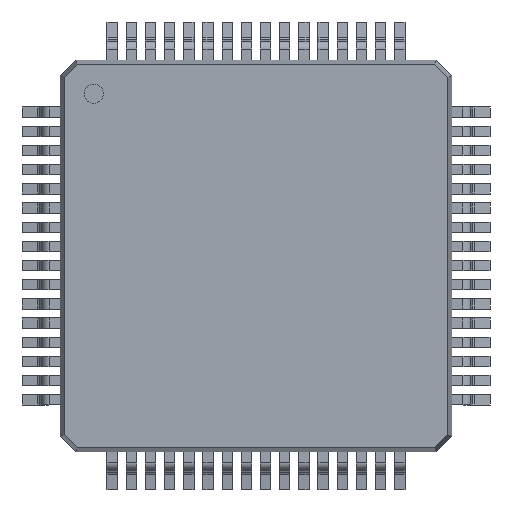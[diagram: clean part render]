
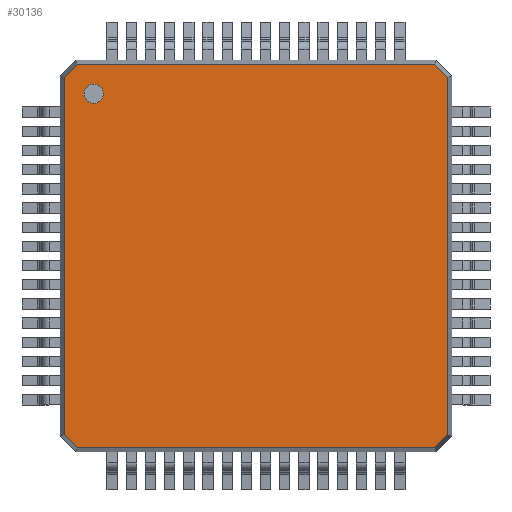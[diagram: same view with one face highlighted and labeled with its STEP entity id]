
A CAD part, top view. The second image highlights one B-rep face of the part: STEP entity #30136.
In plain terms, the highlighted planar face has unit normal (0, 0, 1).
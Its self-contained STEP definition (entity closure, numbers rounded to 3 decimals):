
#29567=CARTESIAN_POINT('',(-3.979,4.229,1.2));
#29568=VERTEX_POINT('',#29567);
#29577=CARTESIAN_POINT('',(-4.479,4.229,1.2));
#29578=VERTEX_POINT('',#29577);
#29579=CARTESIAN_POINT('',(-4.229,4.229,1.2));
#29580=DIRECTION('',(0.0,0.0,-1.0));
#29581=DIRECTION('',(1.0,0.0,0.0));
#29582=AXIS2_PLACEMENT_3D('',#29579,#29580,#29581);
#29583=CIRCLE('',#29582,0.25);
#29584=EDGE_CURVE('',#29578,#29568,#29583,.T.);
#29618=CARTESIAN_POINT('',(-4.229,4.229,1.2));
#29619=DIRECTION('',(0.0,0.0,-1.0));
#29620=DIRECTION('',(1.0,0.0,0.0));
#29621=AXIS2_PLACEMENT_3D('',#29618,#29619,#29620);
#29622=CIRCLE('',#29621,0.25);
#29623=EDGE_CURVE('',#29568,#29578,#29622,.T.);
#30044=CARTESIAN_POINT('',(-5.0,-4.659,1.2));
#30045=VERTEX_POINT('',#30044);
#30053=CARTESIAN_POINT('',(-4.659,-5.0,1.2));
#30054=VERTEX_POINT('',#30053);
#30061=CARTESIAN_POINT('',(-4.659,-5.0,1.2));
#30062=DIRECTION('',(-0.707,0.707,0.0));
#30063=VECTOR('',#30062,0.483);
#30064=LINE('',#30061,#30063);
#30065=EDGE_CURVE('',#30054,#30045,#30064,.T.);
#30070=CARTESIAN_POINT('',(0.,0.,1.2));
#30071=DIRECTION('',(0.0,0.0,1.0));
#30072=DIRECTION('',(1.0,0.0,0.0));
#30073=AXIS2_PLACEMENT_3D('',#30070,#30071,#30072);
#30074=PLANE('',#30073);
#30075=ORIENTED_EDGE('',*,*,#30065,.F.);
#30076=CARTESIAN_POINT('',(4.659,-5.0,1.2));
#30077=VERTEX_POINT('',#30076);
#30078=CARTESIAN_POINT('',(4.659,-5.0,1.2));
#30079=DIRECTION('',(-1.0,0.0,0.0));
#30080=VECTOR('',#30079,9.317);
#30081=LINE('',#30078,#30080);
#30082=EDGE_CURVE('',#30077,#30054,#30081,.T.);
#30083=ORIENTED_EDGE('',*,*,#30082,.F.);
#30084=CARTESIAN_POINT('',(5.,-4.659,1.2));
#30085=VERTEX_POINT('',#30084);
#30086=CARTESIAN_POINT('',(5.,-4.659,1.2));
#30087=DIRECTION('',(-0.707,-0.707,0.0));
#30088=VECTOR('',#30087,0.483);
#30089=LINE('',#30086,#30088);
#30090=EDGE_CURVE('',#30085,#30077,#30089,.T.);
#30091=ORIENTED_EDGE('',*,*,#30090,.F.);
#30092=CARTESIAN_POINT('',(5.0,4.659,1.2));
#30093=VERTEX_POINT('',#30092);
#30094=CARTESIAN_POINT('',(5.0,4.659,1.2));
#30095=DIRECTION('',(0.0,-1.0,0.0));
#30096=VECTOR('',#30095,9.317);
#30097=LINE('',#30094,#30096);
#30098=EDGE_CURVE('',#30093,#30085,#30097,.T.);
#30099=ORIENTED_EDGE('',*,*,#30098,.F.);
#30100=CARTESIAN_POINT('',(4.659,5.0,1.2));
#30101=VERTEX_POINT('',#30100);
#30102=CARTESIAN_POINT('',(4.659,5.0,1.2));
#30103=DIRECTION('',(0.707,-0.707,0.0));
#30104=VECTOR('',#30103,0.483);
#30105=LINE('',#30102,#30104);
#30106=EDGE_CURVE('',#30101,#30093,#30105,.T.);
#30107=ORIENTED_EDGE('',*,*,#30106,.F.);
#30108=CARTESIAN_POINT('',(-4.659,5.0,1.2));
#30109=VERTEX_POINT('',#30108);
#30110=CARTESIAN_POINT('',(-4.659,5.0,1.2));
#30111=DIRECTION('',(1.0,0.0,0.0));
#30112=VECTOR('',#30111,9.317);
#30113=LINE('',#30110,#30112);
#30114=EDGE_CURVE('',#30109,#30101,#30113,.T.);
#30115=ORIENTED_EDGE('',*,*,#30114,.F.);
#30116=CARTESIAN_POINT('',(-5.0,4.659,1.2));
#30117=VERTEX_POINT('',#30116);
#30118=CARTESIAN_POINT('',(-5.0,4.659,1.2));
#30119=DIRECTION('',(0.707,0.707,0.0));
#30120=VECTOR('',#30119,0.483);
#30121=LINE('',#30118,#30120);
#30122=EDGE_CURVE('',#30117,#30109,#30121,.T.);
#30123=ORIENTED_EDGE('',*,*,#30122,.F.);
#30124=CARTESIAN_POINT('',(-5.0,-4.659,1.2));
#30125=DIRECTION('',(0.0,1.0,0.0));
#30126=VECTOR('',#30125,9.317);
#30127=LINE('',#30124,#30126);
#30128=EDGE_CURVE('',#30045,#30117,#30127,.T.);
#30129=ORIENTED_EDGE('',*,*,#30128,.F.);
#30130=EDGE_LOOP('',(#30075,#30083,#30091,#30099,#30107,#30115,#30123,#30129));
#30131=FACE_OUTER_BOUND('',#30130,.T.);
#30132=ORIENTED_EDGE('',*,*,#29623,.T.);
#30133=ORIENTED_EDGE('',*,*,#29584,.T.);
#30134=EDGE_LOOP('',(#30132,#30133));
#30135=FACE_BOUND('',#30134,.T.);
#30136=ADVANCED_FACE('',(#30131,#30135),#30074,.T.);
